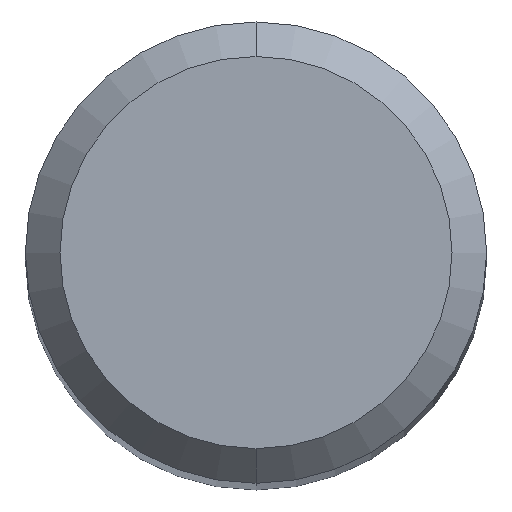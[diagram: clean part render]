
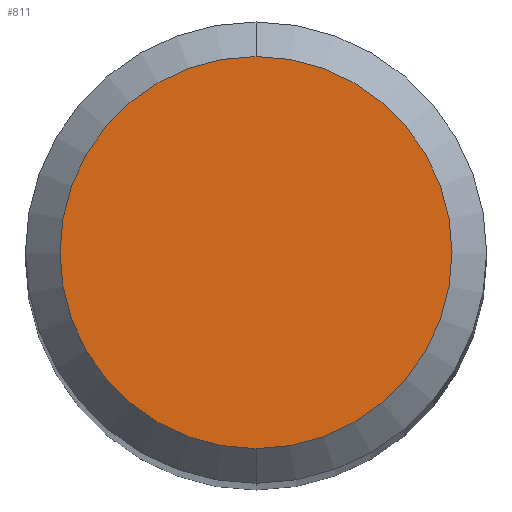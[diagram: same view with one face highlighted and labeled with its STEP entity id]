
A CAD part, top view. The second image highlights one B-rep face of the part: STEP entity #811.
In plain terms, the highlighted planar face has unit normal (0, 0, 1).
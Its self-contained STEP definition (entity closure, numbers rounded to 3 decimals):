
#473=EDGE_CURVE('',#1233,#687,#1306,.T.);
#687=VERTEX_POINT('',#1540);
#737=EDGE_CURVE('',#687,#1233,#1595,.T.);
#811=ADVANCED_FACE('',(#1676),#1677,.T.);
#1233=VERTEX_POINT('',#2132);
#1306=CIRCLE('',#2372,1.7);
#1540=CARTESIAN_POINT('',(0.0,1.7,0.0));
#1595=CIRCLE('',#3537,1.7);
#1676=FACE_OUTER_BOUND('',#3888,.T.);
#1677=PLANE('',#3889);
#2132=CARTESIAN_POINT('',(0.,-1.7,0.0));
#2372=AXIS2_PLACEMENT_3D('',#5832,#5833,#5834);
#3537=AXIS2_PLACEMENT_3D('',#6132,#6133,#6134);
#3888=EDGE_LOOP('',(#6234,#6235));
#3889=AXIS2_PLACEMENT_3D('',#6236,#6237,#6238);
#5832=CARTESIAN_POINT('',(0.0,0.0,0.0));
#5833=DIRECTION('',(0.0,0.0,-1.0));
#5834=DIRECTION('',(0.0,1.0,0.0));
#6132=CARTESIAN_POINT('',(0.0,0.0,0.0));
#6133=DIRECTION('',(0.0,0.0,-1.0));
#6134=DIRECTION('',(0.0,1.0,0.0));
#6234=ORIENTED_EDGE('',*,*,#737,.F.);
#6235=ORIENTED_EDGE('',*,*,#473,.F.);
#6236=CARTESIAN_POINT('',(0.0,0.85,0.0));
#6237=DIRECTION('',(-0.0,0.0,1.0));
#6238=DIRECTION('',(0.0,-1.0,0.0));
